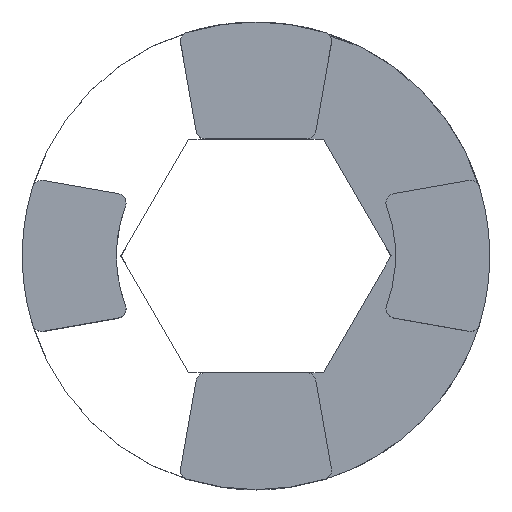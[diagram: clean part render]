
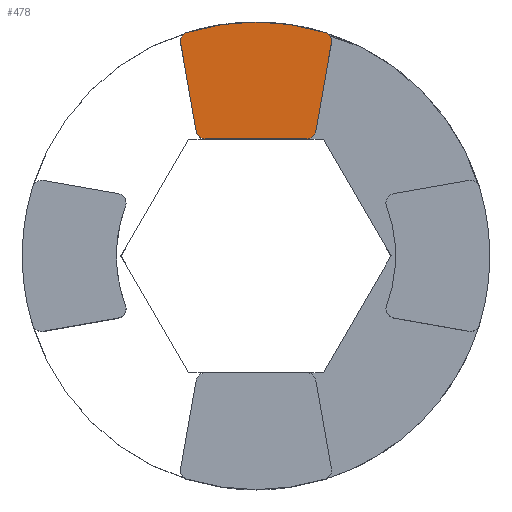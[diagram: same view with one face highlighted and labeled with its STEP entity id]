
A CAD part, top view. The second image highlights one B-rep face of the part: STEP entity #478.
In plain terms, the highlighted planar face has unit normal (0, 0, 1).
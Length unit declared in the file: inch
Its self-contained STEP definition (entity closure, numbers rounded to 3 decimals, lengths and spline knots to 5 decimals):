
#22 = VERTEX_POINT ( 'NONE', #903 ) ;
#48 = VECTOR ( 'NONE', #3656, 39.37008 ) ;
#165 = VERTEX_POINT ( 'NONE', #2976 ) ;
#390 = AXIS2_PLACEMENT_3D ( 'NONE', #832, #2642, #4588 ) ;
#478 = ADVANCED_FACE ( 'NONE', ( #2196 ), #3250, .T. ) ;
#664 = VERTEX_POINT ( 'NONE', #3721 ) ;
#763 = CARTESIAN_POINT ( 'NONE',  ( -0.125, 0.25, 0.29 ) ) ;
#767 = CARTESIAN_POINT ( 'NONE',  ( 0.125, 0.25, 0.29 ) ) ;
#800 = CARTESIAN_POINT ( 'NONE',  ( -0.14149, 0.45867, 0.29 ) ) ;
#809 = CIRCLE ( 'NONE', #390, 0.02 ) ;
#832 = CARTESIAN_POINT ( 'NONE',  ( -0.14149, 0.45867, 0.29 ) ) ;
#845 = DIRECTION ( 'NONE',  ( 1., 0., 0. ) ) ;
#873 = DIRECTION ( 'NONE',  ( 1., 0., 0. ) ) ;
#882 = EDGE_CURVE ( 'NONE', #2957, #1853, #2106, .T. ) ;
#903 = CARTESIAN_POINT ( 'NONE',  ( 0.14738, 0.47779, 0.29 ) ) ;
#922 = CIRCLE ( 'NONE', #4345, 0.02 ) ;
#990 = DIRECTION ( 'NONE',  ( 1., 0., 0. ) ) ;
#1036 = LINE ( 'NONE', #767, #48 ) ;
#1066 = AXIS2_PLACEMENT_3D ( 'NONE', #1470, #2351, #845 ) ;
#1095 = AXIS2_PLACEMENT_3D ( 'NONE', #4275, #3808, #990 ) ;
#1222 = CARTESIAN_POINT ( 'NONE',  ( 0., 0., 0.29 ) ) ;
#1355 = ORIENTED_EDGE ( 'NONE', *, *, #3011, .T. ) ;
#1380 = DIRECTION ( 'NONE',  ( 0.174, -0.985, 0. ) ) ;
#1422 = DIRECTION ( 'NONE',  ( 1., 0., 0. ) ) ;
#1470 = CARTESIAN_POINT ( 'NONE',  ( 0.10822, 0.27, 0.29 ) ) ;
#1494 = ORIENTED_EDGE ( 'NONE', *, *, #882, .T. ) ;
#1511 = AXIS2_PLACEMENT_3D ( 'NONE', #800, #4503, #873 ) ;
#1558 = ORIENTED_EDGE ( 'NONE', *, *, #3523, .T. ) ;
#1657 = VERTEX_POINT ( 'NONE', #2657 ) ;
#1747 = DIRECTION ( 'NONE',  ( 1., 0., 0. ) ) ;
#1837 = DIRECTION ( 'NONE',  ( 0., 0., 1. ) ) ;
#1853 = VERTEX_POINT ( 'NONE', #4187 ) ;
#1974 = VECTOR ( 'NONE', #1422, 39.37008 ) ;
#2036 = EDGE_LOOP ( 'NONE', ( #4109, #2847, #1494, #1355, #2422, #2695, #3228, #1558, #2654 ) ) ;
#2100 = CARTESIAN_POINT ( 'NONE',  ( -0.10822, 0.27, 0.29 ) ) ;
#2106 = LINE ( 'NONE', #763, #1974 ) ;
#2196 = FACE_OUTER_BOUND ( 'NONE', #2036, .T. ) ;
#2199 = CIRCLE ( 'NONE', #1095, 0.02 ) ;
#2351 = DIRECTION ( 'NONE',  ( 0., 0., 1. ) ) ;
#2422 = ORIENTED_EDGE ( 'NONE', *, *, #3356, .T. ) ;
#2425 = AXIS2_PLACEMENT_3D ( 'NONE', #1222, #1837, #1747 ) ;
#2461 = EDGE_CURVE ( 'NONE', #4086, #22, #2199, .T. ) ;
#2491 = CARTESIAN_POINT ( 'NONE',  ( 0., 0., 0.29 ) ) ;
#2566 = CIRCLE ( 'NONE', #1511, 0.02 ) ;
#2642 = DIRECTION ( 'NONE',  ( 0., 0., 1. ) ) ;
#2654 = ORIENTED_EDGE ( 'NONE', *, *, #3475, .T. ) ;
#2657 = CARTESIAN_POINT ( 'NONE',  ( -0.16149, 0.45867, 0.29 ) ) ;
#2695 = ORIENTED_EDGE ( 'NONE', *, *, #2461, .T. ) ;
#2743 = DIRECTION ( 'NONE',  ( 1., 0., 0. ) ) ;
#2814 = AXIS2_PLACEMENT_3D ( 'NONE', #2491, #4338, #2743 ) ;
#2847 = ORIENTED_EDGE ( 'NONE', *, *, #3437, .T. ) ;
#2896 = VECTOR ( 'NONE', #1380, 39.37008 ) ;
#2957 = VERTEX_POINT ( 'NONE', #3672 ) ;
#2976 = CARTESIAN_POINT ( 'NONE',  ( -0.12791, 0.26653, 0.29 ) ) ;
#2999 = EDGE_CURVE ( 'NONE', #664, #165, #4817, .T. ) ;
#3011 = EDGE_CURVE ( 'NONE', #1853, #4385, #3988, .T. ) ;
#3019 = VERTEX_POINT ( 'NONE', #4397 ) ;
#3228 = ORIENTED_EDGE ( 'NONE', *, *, #3546, .T. ) ;
#3250 = PLANE ( 'NONE',  #2425 ) ;
#3356 = EDGE_CURVE ( 'NONE', #4385, #4086, #1036, .T. ) ;
#3437 = EDGE_CURVE ( 'NONE', #165, #2957, #922, .T. ) ;
#3457 = CARTESIAN_POINT ( 'NONE',  ( 0.16118, 0.4552, 0.29 ) ) ;
#3475 = EDGE_CURVE ( 'NONE', #1657, #664, #809, .T. ) ;
#3523 = EDGE_CURVE ( 'NONE', #3019, #1657, #2566, .T. ) ;
#3546 = EDGE_CURVE ( 'NONE', #22, #3019, #4444, .T. ) ;
#3656 = DIRECTION ( 'NONE',  ( 0.174, 0.985, 0. ) ) ;
#3672 = CARTESIAN_POINT ( 'NONE',  ( -0.10822, 0.25, 0.29 ) ) ;
#3721 = CARTESIAN_POINT ( 'NONE',  ( -0.16118, 0.4552, 0.29 ) ) ;
#3808 = DIRECTION ( 'NONE',  ( 0., 0., 1. ) ) ;
#3902 = CARTESIAN_POINT ( 'NONE',  ( -0.125, 0.25, 0.29 ) ) ;
#3988 = CIRCLE ( 'NONE', #1066, 0.02 ) ;
#4069 = DIRECTION ( 'NONE',  ( 1., 0., 0. ) ) ;
#4086 = VERTEX_POINT ( 'NONE', #3457 ) ;
#4109 = ORIENTED_EDGE ( 'NONE', *, *, #2999, .T. ) ;
#4187 = CARTESIAN_POINT ( 'NONE',  ( 0.10822, 0.25, 0.29 ) ) ;
#4275 = CARTESIAN_POINT ( 'NONE',  ( 0.14149, 0.45867, 0.29 ) ) ;
#4338 = DIRECTION ( 'NONE',  ( 0., 0., 1. ) ) ;
#4345 = AXIS2_PLACEMENT_3D ( 'NONE', #2100, #4465, #4069 ) ;
#4385 = VERTEX_POINT ( 'NONE', #4681 ) ;
#4397 = CARTESIAN_POINT ( 'NONE',  ( -0.14738, 0.47779, 0.29 ) ) ;
#4444 = CIRCLE ( 'NONE', #2814, 0.5 ) ;
#4465 = DIRECTION ( 'NONE',  ( 0., 0., 1. ) ) ;
#4503 = DIRECTION ( 'NONE',  ( 0., 0., 1. ) ) ;
#4588 = DIRECTION ( 'NONE',  ( 1., 0., 0. ) ) ;
#4681 = CARTESIAN_POINT ( 'NONE',  ( 0.12791, 0.26653, 0.29 ) ) ;
#4817 = LINE ( 'NONE', #3902, #2896 ) ;
